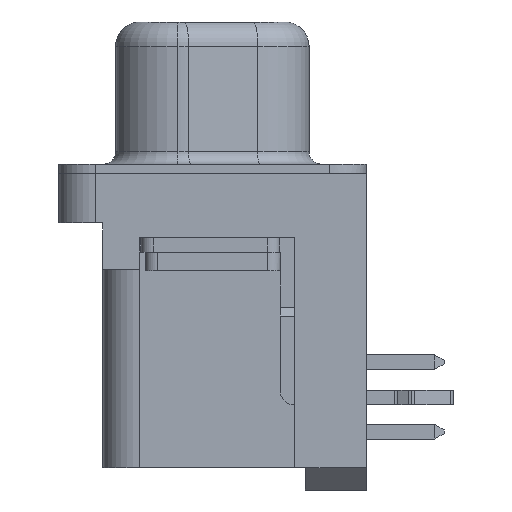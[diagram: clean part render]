
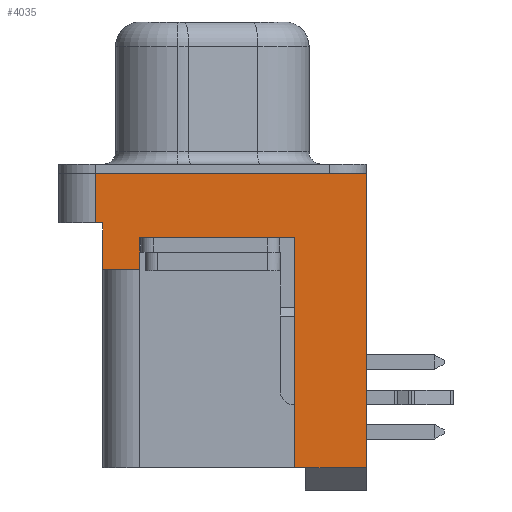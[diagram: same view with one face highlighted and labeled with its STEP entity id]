
A CAD part, left-side view. The second image highlights one B-rep face of the part: STEP entity #4035.
In plain terms, the highlighted planar face has unit normal (-1, 0, 0).
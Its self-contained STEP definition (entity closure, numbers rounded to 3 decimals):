
#979 = VERTEX_POINT ( 'NONE', #28638 ) ;
#1029 = VERTEX_POINT ( 'NONE', #28627 ) ;
#1045 = VERTEX_POINT ( 'NONE', #28355 ) ;
#1053 = VERTEX_POINT ( 'NONE', #28680 ) ;
#1055 = VERTEX_POINT ( 'NONE', #28362 ) ;
#1071 = VERTEX_POINT ( 'NONE', #28312 ) ;
#1073 = VERTEX_POINT ( 'NONE', #28682 ) ;
#1074 = VERTEX_POINT ( 'NONE', #28683 ) ;
#1208 = DIRECTION ( 'NONE',  ( 0., -1., 0. ) ) ;
#1210 = CARTESIAN_POINT ( 'NONE',  ( -34.65, 0., -2.6 ) ) ;
#1220 = DIRECTION ( 'NONE',  ( 0., 0., -1. ) ) ;
#1221 = CARTESIAN_POINT ( 'NONE',  ( -34.65, 10.75, -2. ) ) ;
#1321 = DIRECTION ( 'NONE',  ( 0., -1., 0. ) ) ;
#1332 = CARTESIAN_POINT ( 'NONE',  ( -34.65, 0., 0. ) ) ;
#2149 = DIRECTION ( 'NONE',  ( 0., -1., 0. ) ) ;
#2150 = CARTESIAN_POINT ( 'NONE',  ( -34.65, 0., 0. ) ) ;
#2366 = DIRECTION ( 'NONE',  ( 0., -1., 0. ) ) ;
#2367 = CARTESIAN_POINT ( 'NONE',  ( -34.65, 0., -2. ) ) ;
#4035 = ADVANCED_FACE ( 'NONE', ( #27917 ), #25793, .T. ) ;
#6756 = DIRECTION ( 'NONE',  ( 0., -1., 0. ) ) ;
#6763 = CARTESIAN_POINT ( 'NONE',  ( -34.65, 0., -3.9 ) ) ;
#6792 = DIRECTION ( 'NONE',  ( 0., 0., 1. ) ) ;
#6820 = CARTESIAN_POINT ( 'NONE',  ( -34.65, 11.05, -12. ) ) ;
#6926 = CARTESIAN_POINT ( 'NONE',  ( -34.65, 2.92, -3.9 ) ) ;
#6949 = DIRECTION ( 'NONE',  ( 0., 0., -1. ) ) ;
#6951 = DIRECTION ( 'NONE',  ( 0., 0., 1. ) ) ;
#6955 = CARTESIAN_POINT ( 'NONE',  ( -34.65, 0., -12. ) ) ;
#7080 = DIRECTION ( 'NONE',  ( 0., 0., -1. ) ) ;
#7101 = CARTESIAN_POINT ( 'NONE',  ( -34.65, 9.25, -2.6 ) ) ;
#7272 = LINE ( 'NONE', #21635, #7275 ) ;
#7275 = VECTOR ( 'NONE', #21627, 1000. ) ;
#8121 = LINE ( 'NONE', #2367, #8123 ) ;
#8123 = VECTOR ( 'NONE', #2366, 1000. ) ;
#8238 = LINE ( 'NONE', #2150, #8240 ) ;
#8240 = VECTOR ( 'NONE', #2149, 1000. ) ;
#8381 = LINE ( 'NONE', #1332, #8393 ) ;
#8393 = VECTOR ( 'NONE', #1321, 1000. ) ;
#8474 = LINE ( 'NONE', #1221, #8477 ) ;
#8477 = VECTOR ( 'NONE', #1220, 1000. ) ;
#8481 = LINE ( 'NONE', #1210, #8484 ) ;
#8484 = VECTOR ( 'NONE', #1208, 1000. ) ;
#11501 = EDGE_LOOP ( 'NONE', ( #11520, #11518, #11516, #11514, #11512, #11510, #17730, #17727, #17725, #17726, #17724 ) ) ;
#11510 = ORIENTED_EDGE ( 'NONE', *, *, #27567, .F. ) ;
#11512 = ORIENTED_EDGE ( 'NONE', *, *, #27382, .F. ) ;
#11514 = ORIENTED_EDGE ( 'NONE', *, *, #23508, .T. ) ;
#11516 = ORIENTED_EDGE ( 'NONE', *, *, #27672, .T. ) ;
#11518 = ORIENTED_EDGE ( 'NONE', *, *, #23379, .T. ) ;
#11520 = ORIENTED_EDGE ( 'NONE', *, *, #27622, .T. ) ;
#13154 = CARTESIAN_POINT ( 'NONE',  ( -34.65, 9.25, -2.6 ) ) ;
#13177 = CARTESIAN_POINT ( 'NONE',  ( -34.65, 11.05, 0. ) ) ;
#13191 = CARTESIAN_POINT ( 'NONE',  ( -34.65, 10.75, -2. ) ) ;
#17724 = ORIENTED_EDGE ( 'NONE', *, *, #23486, .F. ) ;
#17725 = ORIENTED_EDGE ( 'NONE', *, *, #27618, .T. ) ;
#17726 = ORIENTED_EDGE ( 'NONE', *, *, #23563, .T. ) ;
#17727 = ORIENTED_EDGE ( 'NONE', *, *, #27260, .T. ) ;
#17730 = ORIENTED_EDGE ( 'NONE', *, *, #23398, .F. ) ;
#18392 = VERTEX_POINT ( 'NONE', #13191 ) ;
#18394 = VERTEX_POINT ( 'NONE', #13177 ) ;
#18413 = VERTEX_POINT ( 'NONE', #13154 ) ;
#21627 = DIRECTION ( 'NONE',  ( 0., -1., 0. ) ) ;
#21635 = CARTESIAN_POINT ( 'NONE',  ( -34.65, 0., -12. ) ) ;
#22288 = AXIS2_PLACEMENT_3D ( 'NONE', #25803, #25802, #25800 ) ;
#23379 = EDGE_CURVE ( 'NONE', #979, #1074, #23945, .T. ) ;
#23398 = EDGE_CURVE ( 'NONE', #1071, #18394, #23960, .T. ) ;
#23486 = EDGE_CURVE ( 'NONE', #18413, #1045, #24084, .T. ) ;
#23508 = EDGE_CURVE ( 'NONE', #1029, #1055, #24116, .T. ) ;
#23563 = EDGE_CURVE ( 'NONE', #1053, #1045, #24201, .T. ) ;
#23945 = LINE ( 'NONE', #6926, #23948 ) ;
#23948 = VECTOR ( 'NONE', #6949, 1000. ) ;
#23960 = LINE ( 'NONE', #6820, #23963 ) ;
#23963 = VECTOR ( 'NONE', #6792, 1000. ) ;
#24084 = LINE ( 'NONE', #7101, #24086 ) ;
#24086 = VECTOR ( 'NONE', #7080, 1000. ) ;
#24116 = LINE ( 'NONE', #6955, #24121 ) ;
#24121 = VECTOR ( 'NONE', #6951, 1000. ) ;
#24201 = LINE ( 'NONE', #6763, #24203 ) ;
#24203 = VECTOR ( 'NONE', #6756, 1000. ) ;
#25793 = PLANE ( 'NONE',  #22288 ) ;
#25800 = DIRECTION ( 'NONE',  ( 0., 0., 1. ) ) ;
#25802 = DIRECTION ( 'NONE',  ( -1., 0., 0. ) ) ;
#25803 = CARTESIAN_POINT ( 'NONE',  ( -34.65, 0., -12. ) ) ;
#27260 = EDGE_CURVE ( 'NONE', #1071, #18392, #8121, .T. ) ;
#27382 = EDGE_CURVE ( 'NONE', #1073, #1055, #8238, .T. ) ;
#27567 = EDGE_CURVE ( 'NONE', #18394, #1073, #8381, .T. ) ;
#27618 = EDGE_CURVE ( 'NONE', #18392, #1053, #8474, .T. ) ;
#27622 = EDGE_CURVE ( 'NONE', #18413, #979, #8481, .T. ) ;
#27672 = EDGE_CURVE ( 'NONE', #1074, #1029, #7272, .T. ) ;
#27917 = FACE_OUTER_BOUND ( 'NONE', #11501, .T. ) ;
#28312 = CARTESIAN_POINT ( 'NONE',  ( -34.65, 11.05, -2. ) ) ;
#28355 = CARTESIAN_POINT ( 'NONE',  ( -34.65, 9.25, -3.9 ) ) ;
#28362 = CARTESIAN_POINT ( 'NONE',  ( -34.65, 0., 0. ) ) ;
#28627 = CARTESIAN_POINT ( 'NONE',  ( -34.65, 0., -12. ) ) ;
#28638 = CARTESIAN_POINT ( 'NONE',  ( -34.65, 2.92, -2.6 ) ) ;
#28680 = CARTESIAN_POINT ( 'NONE',  ( -34.65, 10.75, -3.9 ) ) ;
#28682 = CARTESIAN_POINT ( 'NONE',  ( -34.65, 1.337, 0. ) ) ;
#28683 = CARTESIAN_POINT ( 'NONE',  ( -34.65, 2.92, -12. ) ) ;
